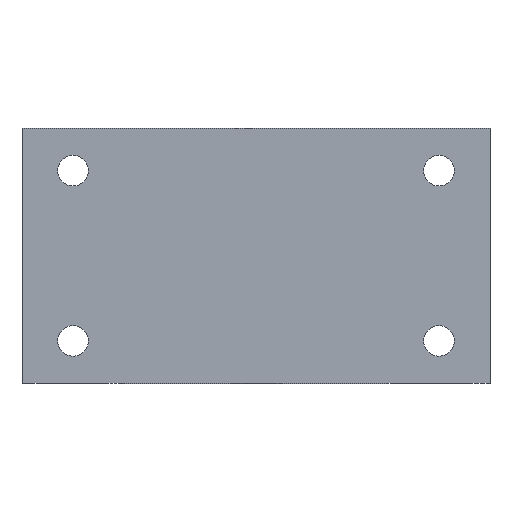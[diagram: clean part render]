
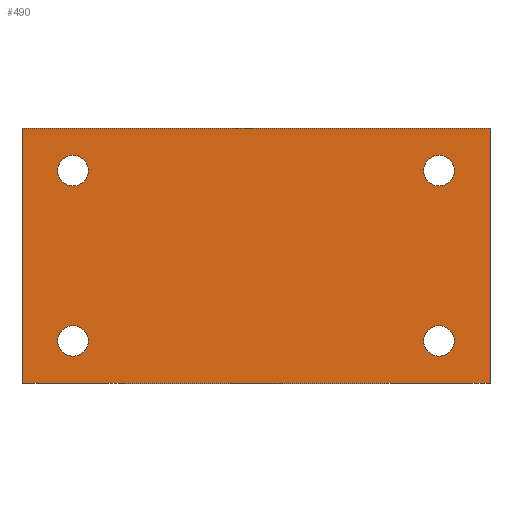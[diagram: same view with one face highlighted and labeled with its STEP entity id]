
A CAD part, top view. The second image highlights one B-rep face of the part: STEP entity #490.
In plain terms, the highlighted planar face has unit normal (0, 0, 1).
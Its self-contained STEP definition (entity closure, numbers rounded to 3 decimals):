
#159 = VERTEX_POINT('',#160);
#160 = CARTESIAN_POINT('',(-27.5,-60.,15.));
#166 = EDGE_CURVE('',#159,#167,#169,.T.);
#167 = VERTEX_POINT('',#168);
#168 = CARTESIAN_POINT('',(27.5,-60.,15.));
#169 = LINE('',#170,#171);
#170 = CARTESIAN_POINT('',(-27.5,-60.,15.));
#171 = VECTOR('',#172,1.);
#172 = DIRECTION('',(1.,0.,0.));
#255 = VERTEX_POINT('',#256);
#256 = CARTESIAN_POINT('',(-27.5,-90.,15.));
#262 = EDGE_CURVE('',#255,#263,#265,.T.);
#263 = VERTEX_POINT('',#264);
#264 = CARTESIAN_POINT('',(27.5,-90.,15.));
#265 = LINE('',#266,#267);
#266 = CARTESIAN_POINT('',(-27.5,-90.,15.));
#267 = VECTOR('',#268,1.);
#268 = DIRECTION('',(1.,0.,0.));
#462 = EDGE_CURVE('',#159,#255,#463,.T.);
#463 = LINE('',#464,#465);
#464 = CARTESIAN_POINT('',(-27.5,-60.,15.));
#465 = VECTOR('',#466,1.);
#466 = DIRECTION('',(0.,-1.,0.));
#490 = ADVANCED_FACE('',(#491,#502,#513,#524,#535),#546,.T.);
#491 = FACE_BOUND('',#492,.T.);
#492 = EDGE_LOOP('',(#493,#494,#495,#501));
#493 = ORIENTED_EDGE('',*,*,#462,.T.);
#494 = ORIENTED_EDGE('',*,*,#262,.T.);
#495 = ORIENTED_EDGE('',*,*,#496,.F.);
#496 = EDGE_CURVE('',#167,#263,#497,.T.);
#497 = LINE('',#498,#499);
#498 = CARTESIAN_POINT('',(27.5,-60.,15.));
#499 = VECTOR('',#500,1.);
#500 = DIRECTION('',(0.,-1.,0.));
#501 = ORIENTED_EDGE('',*,*,#166,.F.);
#502 = FACE_BOUND('',#503,.T.);
#503 = EDGE_LOOP('',(#504));
#504 = ORIENTED_EDGE('',*,*,#505,.T.);
#505 = EDGE_CURVE('',#506,#506,#508,.T.);
#506 = VERTEX_POINT('',#507);
#507 = CARTESIAN_POINT('',(-19.7,-85.,15.));
#508 = CIRCLE('',#509,1.8);
#509 = AXIS2_PLACEMENT_3D('',#510,#511,#512);
#510 = CARTESIAN_POINT('',(-21.5,-85.,15.));
#511 = DIRECTION('',(0.,0.,-1.));
#512 = DIRECTION('',(1.,0.,0.));
#513 = FACE_BOUND('',#514,.T.);
#514 = EDGE_LOOP('',(#515));
#515 = ORIENTED_EDGE('',*,*,#516,.T.);
#516 = EDGE_CURVE('',#517,#517,#519,.T.);
#517 = VERTEX_POINT('',#518);
#518 = CARTESIAN_POINT('',(23.3,-85.,15.));
#519 = CIRCLE('',#520,1.8);
#520 = AXIS2_PLACEMENT_3D('',#521,#522,#523);
#521 = CARTESIAN_POINT('',(21.5,-85.,15.));
#522 = DIRECTION('',(0.,0.,-1.));
#523 = DIRECTION('',(1.,0.,0.));
#524 = FACE_BOUND('',#525,.T.);
#525 = EDGE_LOOP('',(#526));
#526 = ORIENTED_EDGE('',*,*,#527,.T.);
#527 = EDGE_CURVE('',#528,#528,#530,.T.);
#528 = VERTEX_POINT('',#529);
#529 = CARTESIAN_POINT('',(-19.7,-65.,15.));
#530 = CIRCLE('',#531,1.8);
#531 = AXIS2_PLACEMENT_3D('',#532,#533,#534);
#532 = CARTESIAN_POINT('',(-21.5,-65.,15.));
#533 = DIRECTION('',(0.,0.,-1.));
#534 = DIRECTION('',(1.,0.,0.));
#535 = FACE_BOUND('',#536,.T.);
#536 = EDGE_LOOP('',(#537));
#537 = ORIENTED_EDGE('',*,*,#538,.T.);
#538 = EDGE_CURVE('',#539,#539,#541,.T.);
#539 = VERTEX_POINT('',#540);
#540 = CARTESIAN_POINT('',(23.3,-65.,15.));
#541 = CIRCLE('',#542,1.8);
#542 = AXIS2_PLACEMENT_3D('',#543,#544,#545);
#543 = CARTESIAN_POINT('',(21.5,-65.,15.));
#544 = DIRECTION('',(0.,0.,-1.));
#545 = DIRECTION('',(1.,0.,0.));
#546 = PLANE('',#547);
#547 = AXIS2_PLACEMENT_3D('',#548,#549,#550);
#548 = CARTESIAN_POINT('',(-27.5,-60.,15.));
#549 = DIRECTION('',(0.,0.,1.));
#550 = DIRECTION('',(1.,0.,0.));
